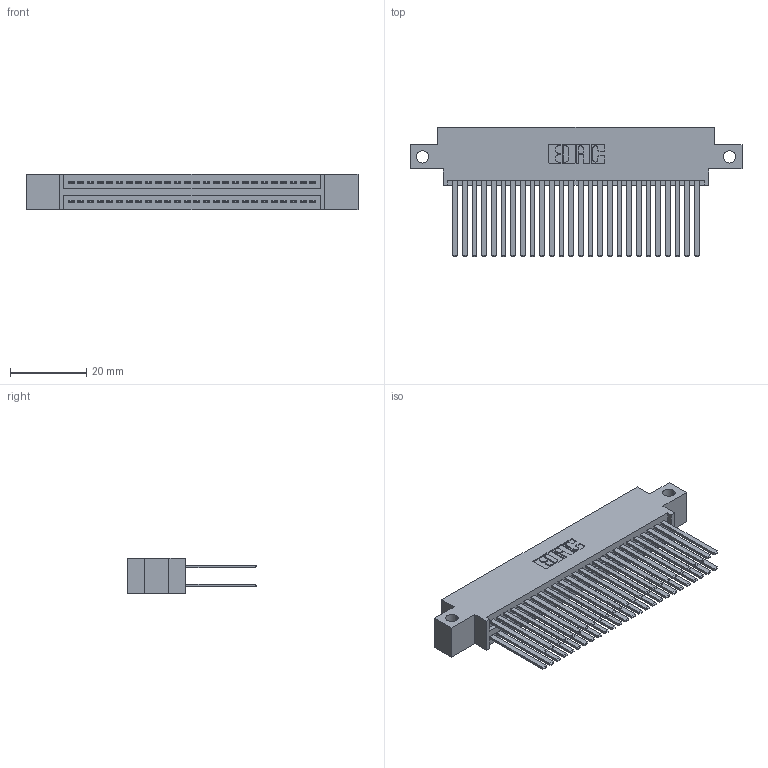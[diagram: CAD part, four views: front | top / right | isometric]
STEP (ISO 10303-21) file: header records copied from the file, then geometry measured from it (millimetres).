
FILE_DESCRIPTION (( 'STEP AP203' ), '1' );
FILE_NAME ('395-052-544-812.STEP', '2018-11-21T00:54:18', ( '' ), ( '' ), 'SwSTEP 2.0', 'SolidWorks 2016', '' );
FILE_SCHEMA (( 'CONFIG_CONTROL_DESIGN' ));
Length unit declared in the file: inch
Products named in the file (3): 345-292-001_345-293-144; 395-052-544-812; 345 Part_0.170 Offset - Side Mount
Assembly tree (53 placements, depth 2):
  395-052-544-812
    345 Part_0.170 Offset - Side Mount
    345-292-001_345-293-144  x52
Bounding box: 87.25 x 33.96 x 9.4 mm (x, y, z)
Volume: 8855.2 mm3; surface area: 14923.9 mm2
Topology: 53 solids, 53 shells, 2418 faces, 7165 edges, 4706 vertices
Faces by surface type: plane 1592, cylinder 826
Entity records: 22505 total; most frequent: CARTESIAN_POINT 3788, ORIENTED_EDGE 3722, DIRECTION 3357, EDGE_CURVE 1861, LINE 1629, VECTOR 1629, VERTEX_POINT 1238, AXIS2_PLACEMENT_3D 864
